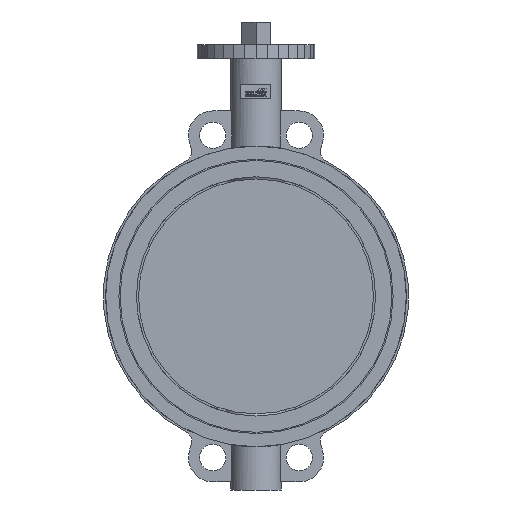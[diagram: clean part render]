
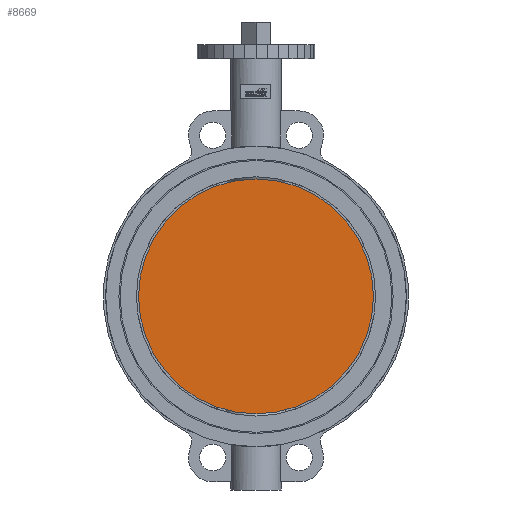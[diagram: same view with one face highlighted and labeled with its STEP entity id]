
A CAD part, left-side view. The second image highlights one B-rep face of the part: STEP entity #8669.
In plain terms, the highlighted planar face has unit normal (-1, 0, 0).
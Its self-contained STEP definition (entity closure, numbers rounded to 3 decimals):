
#8171=VERTEX_POINT('',#15723);
#8309=EDGE_CURVE('',#8171,#10335,#15869,.T.);
#8669=ADVANCED_FACE('',(#16260),#16261,.T.);
#8745=EDGE_CURVE('',#10335,#8171,#16343,.T.);
#10335=VERTEX_POINT('',#18075);
#15723=CARTESIAN_POINT('',(-36.2,0.0,-125.0));
#15869=CIRCLE('',#26773,125.0);
#16260=FACE_OUTER_BOUND('',#27349,.T.);
#16261=PLANE('',#27350);
#16343=CIRCLE('',#27470,125.0);
#18075=CARTESIAN_POINT('',(-36.2,0.,125.0));
#26773=AXIS2_PLACEMENT_3D('',#36399,#36400,#36401);
#27349=EDGE_LOOP('',(#36749,#36750));
#27350=AXIS2_PLACEMENT_3D('',#36751,#36752,#36753);
#27470=AXIS2_PLACEMENT_3D('',#36827,#36828,#36829);
#36399=CARTESIAN_POINT('',(-36.2,0.0,0.0));
#36400=DIRECTION('',(-1.0,0.0,0.0));
#36401=DIRECTION('',(0.0,0.0,-1.0));
#36749=ORIENTED_EDGE('',*,*,#8309,.T.);
#36750=ORIENTED_EDGE('',*,*,#8745,.T.);
#36751=CARTESIAN_POINT('',(-36.2,0.0,0.0));
#36752=DIRECTION('',(-1.0,0.0,0.0));
#36753=DIRECTION('',(0.0,0.0,-1.0));
#36827=CARTESIAN_POINT('',(-36.2,0.0,0.0));
#36828=DIRECTION('',(-1.0,0.0,0.0));
#36829=DIRECTION('',(0.0,0.0,-1.0));
